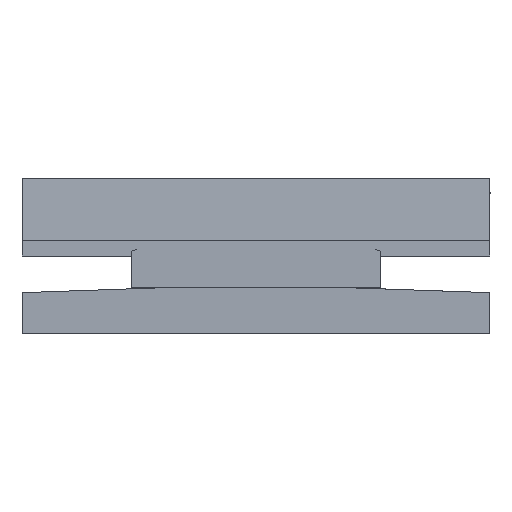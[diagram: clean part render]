
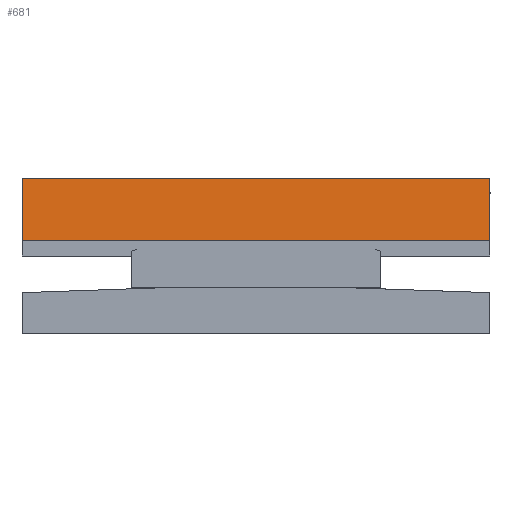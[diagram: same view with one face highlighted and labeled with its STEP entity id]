
A CAD part, front view. The second image highlights one B-rep face of the part: STEP entity #681.
In plain terms, the highlighted planar face has unit normal (0, -0.371, 0.928).
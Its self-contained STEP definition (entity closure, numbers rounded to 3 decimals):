
#25 = AXIS2_PLACEMENT_3D ( 'NONE', #1125, #1132, #1122 ) ;
#45 = FACE_OUTER_BOUND ( 'NONE', #106, .T. ) ;
#106 = EDGE_LOOP ( 'NONE', ( #1458, #1456, #1457, #1452 ) ) ;
#150 = VECTOR ( 'NONE', #910, 1000. ) ;
#153 = VECTOR ( 'NONE', #931, 1000. ) ;
#164 = VECTOR ( 'NONE', #498, 1000. ) ;
#192 = VECTOR ( 'NONE', #624, 1000. ) ;
#349 = CARTESIAN_POINT ( 'NONE',  ( -7.5, -60., 2.5 ) ) ;
#350 = CARTESIAN_POINT ( 'NONE',  ( 7.5, -60., 2.5 ) ) ;
#356 = CARTESIAN_POINT ( 'NONE',  ( 7.5, -65., 0.5 ) ) ;
#394 = CARTESIAN_POINT ( 'NONE',  ( -7.5, -65., 0.5 ) ) ;
#498 = DIRECTION ( 'NONE',  ( 1., 0., 0. ) ) ;
#577 = LINE ( 'NONE', #583, #192 ) ;
#583 = CARTESIAN_POINT ( 'NONE',  ( 7.5, -65., 0.5 ) ) ;
#624 = DIRECTION ( 'NONE',  ( -1., 0., 0. ) ) ;
#681 = ADVANCED_FACE ( 'NONE', ( #45 ), #1126, .F. ) ;
#775 = EDGE_CURVE ( 'NONE', #1414, #1408, #994, .T. ) ;
#781 = EDGE_CURVE ( 'NONE', #1415, #1270, #949, .T. ) ;
#793 = EDGE_CURVE ( 'NONE', #1415, #1414, #1004, .T. ) ;
#812 = EDGE_CURVE ( 'NONE', #1408, #1270, #577, .T. ) ;
#907 = CARTESIAN_POINT ( 'NONE',  ( 7.5, -60., 2.5 ) ) ;
#910 = DIRECTION ( 'NONE',  ( 0., -0.928, -0.371 ) ) ;
#930 = CARTESIAN_POINT ( 'NONE',  ( -7.5, -60., 2.5 ) ) ;
#931 = DIRECTION ( 'NONE',  ( 0., -0.928, -0.371 ) ) ;
#949 = LINE ( 'NONE', #930, #153 ) ;
#994 = LINE ( 'NONE', #907, #150 ) ;
#1004 = LINE ( 'NONE', #1012, #164 ) ;
#1012 = CARTESIAN_POINT ( 'NONE',  ( -7.5, -60., 2.5 ) ) ;
#1122 = DIRECTION ( 'NONE',  ( 0., 0.928, 0.371 ) ) ;
#1125 = CARTESIAN_POINT ( 'NONE',  ( 7.5, -60., 2.5 ) ) ;
#1126 = PLANE ( 'NONE',  #25 ) ;
#1132 = DIRECTION ( 'NONE',  ( 0., 0.371, -0.928 ) ) ;
#1270 = VERTEX_POINT ( 'NONE', #394 ) ;
#1408 = VERTEX_POINT ( 'NONE', #356 ) ;
#1414 = VERTEX_POINT ( 'NONE', #350 ) ;
#1415 = VERTEX_POINT ( 'NONE', #349 ) ;
#1452 = ORIENTED_EDGE ( 'NONE', *, *, #793, .F. ) ;
#1456 = ORIENTED_EDGE ( 'NONE', *, *, #812, .F. ) ;
#1457 = ORIENTED_EDGE ( 'NONE', *, *, #775, .F. ) ;
#1458 = ORIENTED_EDGE ( 'NONE', *, *, #781, .T. ) ;
